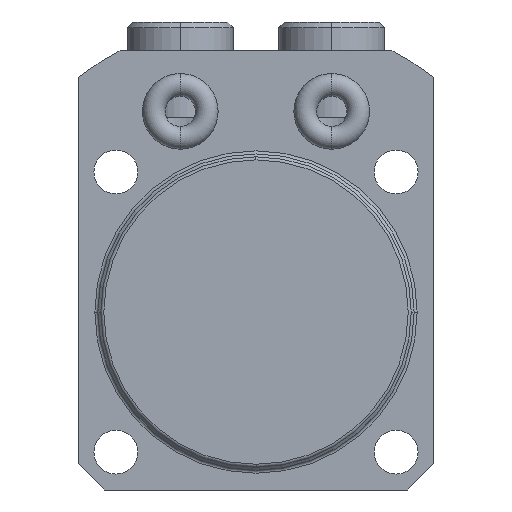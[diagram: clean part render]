
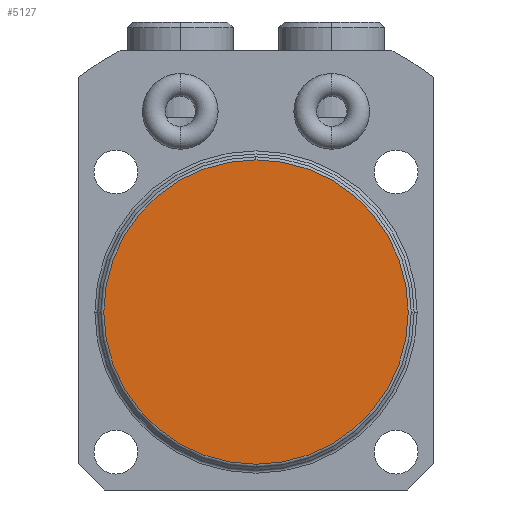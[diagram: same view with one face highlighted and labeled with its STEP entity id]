
A CAD part, front view. The second image highlights one B-rep face of the part: STEP entity #5127.
In plain terms, the highlighted planar face has unit normal (0, -1, 0).
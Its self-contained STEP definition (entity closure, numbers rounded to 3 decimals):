
#1166=CARTESIAN_POINT('',(0.,-50.,0.));
#1167=DIRECTION('',(0.,-1.,0.));
#1168=DIRECTION('',(0.,0.,1.));
#1169=AXIS2_PLACEMENT_3D('',#1166,#1167,#1168);
#1174=CARTESIAN_POINT('',(0.,-50.,0.));
#1175=DIRECTION('',(0.,-1.,0.));
#1176=DIRECTION('',(0.,0.,-1.));
#1177=AXIS2_PLACEMENT_3D('',#1174,#1175,#1176);
#4441=CARTESIAN_POINT('',(0.,-50.,20.1));
#4442=CARTESIAN_POINT('',(0.,-50.,-20.1));
#4443=VERTEX_POINT('',#4441);
#4444=VERTEX_POINT('',#4442);
#5117=CARTESIAN_POINT('',(0.,-50.,0.));
#5118=DIRECTION('',(0.,-1.,0.));
#5119=DIRECTION('',(0.,0.,-1.));
#5120=AXIS2_PLACEMENT_3D('',#5117,#5118,#5119);
#5121=PLANE('',#5120);
#5123=ORIENTED_EDGE('',*,*,#5122,.F.);
#5124=ORIENTED_EDGE('',*,*,#5107,.F.);
#5125=EDGE_LOOP('',(#5123,#5124));
#5126=FACE_OUTER_BOUND('',#5125,.F.);
#1170=CIRCLE('',#1169,20.1);
#1178=CIRCLE('',#1177,20.1);
#5107=EDGE_CURVE('',#4444,#4443,#1178,.T.);
#5122=EDGE_CURVE('',#4443,#4444,#1170,.T.);
#5127=ADVANCED_FACE('',(#5126),#5121,.T.);
